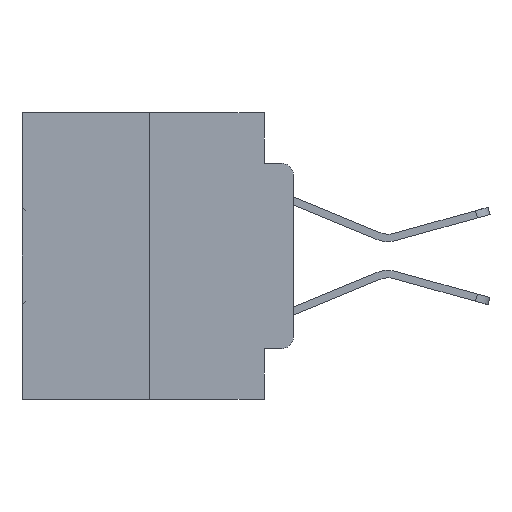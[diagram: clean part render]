
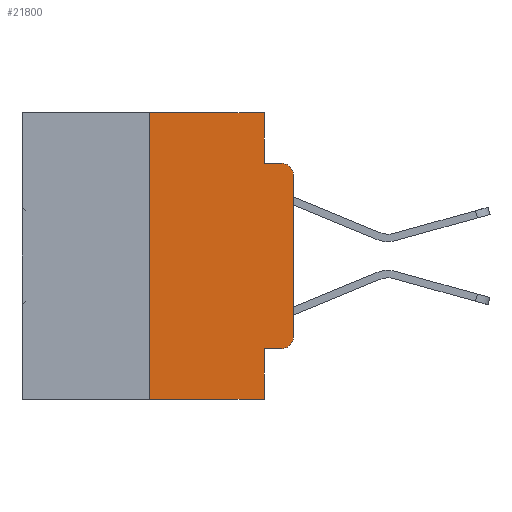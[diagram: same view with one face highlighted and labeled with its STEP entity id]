
A CAD part, left-side view. The second image highlights one B-rep face of the part: STEP entity #21800.
In plain terms, the highlighted planar face has unit normal (-1, 0, 0).
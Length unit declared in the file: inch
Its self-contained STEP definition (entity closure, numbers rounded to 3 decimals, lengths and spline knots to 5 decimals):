
#211 = CARTESIAN_POINT ( 'NONE',  ( 0., 0.051, -0.4115 ) ) ;
#781 = VERTEX_POINT ( 'NONE', #29558 ) ;
#989 = VERTEX_POINT ( 'NONE', #2734 ) ;
#2416 = DIRECTION ( 'NONE',  ( -1., 0., 0. ) ) ;
#2734 = CARTESIAN_POINT ( 'NONE',  ( 0., 0.02, -0.4115 ) ) ;
#3460 = VERTEX_POINT ( 'NONE', #26138 ) ;
#3930 = CARTESIAN_POINT ( 'NONE',  ( 0., 0.473, -0.5 ) ) ;
#4587 = CARTESIAN_POINT ( 'NONE',  ( 0., 0.25, 0. ) ) ;
#5196 = CIRCLE ( 'NONE', #20460, 0.02 ) ;
#5861 = ORIENTED_EDGE ( 'NONE', *, *, #15903, .F. ) ;
#6285 = VERTEX_POINT ( 'NONE', #30706 ) ;
#6439 = LINE ( 'NONE', #21051, #31775 ) ;
#6592 = VERTEX_POINT ( 'NONE', #24585 ) ;
#6646 = ORIENTED_EDGE ( 'NONE', *, *, #10946, .T. ) ;
#7160 = CARTESIAN_POINT ( 'NONE',  ( 0., 0.473, 0. ) ) ;
#8949 = ORIENTED_EDGE ( 'NONE', *, *, #24183, .T. ) ;
#10238 = VECTOR ( 'NONE', #19480, 39.37008 ) ;
#10369 = AXIS2_PLACEMENT_3D ( 'NONE', #17380, #2416, #19891 ) ;
#10765 = PLANE ( 'NONE',  #23137 ) ;
#10858 = CARTESIAN_POINT ( 'NONE',  ( 0., 0.473, 0. ) ) ;
#10946 = EDGE_CURVE ( 'NONE', #989, #21712, #5196, .T. ) ;
#11395 = CARTESIAN_POINT ( 'NONE',  ( 0., 0.051, 0. ) ) ;
#11891 = DIRECTION ( 'NONE',  ( 0., 0., 1. ) ) ;
#12167 = DIRECTION ( 'NONE',  ( 0., -1., 0. ) ) ;
#12358 = DIRECTION ( 'NONE',  ( -1., 0., 0. ) ) ;
#12623 = EDGE_CURVE ( 'NONE', #15718, #989, #22943, .T. ) ;
#13840 = DIRECTION ( 'NONE',  ( 0., 0., -1. ) ) ;
#14176 = VECTOR ( 'NONE', #12167, 39.37008 ) ;
#14419 = VERTEX_POINT ( 'NONE', #17756 ) ;
#14674 = EDGE_CURVE ( 'NONE', #22997, #14419, #31455, .T. ) ;
#15166 = ORIENTED_EDGE ( 'NONE', *, *, #17573, .F. ) ;
#15718 = VERTEX_POINT ( 'NONE', #30067 ) ;
#15720 = CIRCLE ( 'NONE', #10369, 0.02 ) ;
#15813 = DIRECTION ( 'NONE',  ( 0., 0., -1. ) ) ;
#15903 = EDGE_CURVE ( 'NONE', #15718, #14419, #6439, .T. ) ;
#16151 = EDGE_CURVE ( 'NONE', #6285, #781, #18478, .T. ) ;
#16806 = LINE ( 'NONE', #4587, #10238 ) ;
#17380 = CARTESIAN_POINT ( 'NONE',  ( 0., 0.02, -0.1085 ) ) ;
#17573 = EDGE_CURVE ( 'NONE', #22997, #6285, #16806, .T. ) ;
#17756 = CARTESIAN_POINT ( 'NONE',  ( 0., 0.051, -0.5 ) ) ;
#17778 = EDGE_LOOP ( 'NONE', ( #20601, #8949, #28595, #25942, #26700, #15166, #23310, #5861, #25584, #6646 ) ) ;
#17781 = VECTOR ( 'NONE', #18618, 39.37008 ) ;
#17814 = DIRECTION ( 'NONE',  ( 0., -1., 0. ) ) ;
#18478 = LINE ( 'NONE', #7160, #14176 ) ;
#18578 = LINE ( 'NONE', #23464, #17781 ) ;
#18618 = DIRECTION ( 'NONE',  ( 0., -1., 0. ) ) ;
#19245 = EDGE_CURVE ( 'NONE', #781, #6592, #20582, .T. ) ;
#19480 = DIRECTION ( 'NONE',  ( 0., 0., 1. ) ) ;
#19891 = DIRECTION ( 'NONE',  ( 0., 0., -1. ) ) ;
#20460 = AXIS2_PLACEMENT_3D ( 'NONE', #27063, #12358, #29497 ) ;
#20582 = LINE ( 'NONE', #11395, #26304 ) ;
#20600 = CARTESIAN_POINT ( 'NONE',  ( 0., 0.02, -0.0885 ) ) ;
#20601 = ORIENTED_EDGE ( 'NONE', *, *, #25798, .T. ) ;
#21051 = CARTESIAN_POINT ( 'NONE',  ( 0., 0.051, 0. ) ) ;
#21609 = FACE_OUTER_BOUND ( 'NONE', #17778, .T. ) ;
#21712 = VERTEX_POINT ( 'NONE', #30052 ) ;
#21800 = ADVANCED_FACE ( 'NONE', ( #21609 ), #10765, .F. ) ;
#22557 = EDGE_CURVE ( 'NONE', #6592, #25012, #18578, .T. ) ;
#22943 = LINE ( 'NONE', #211, #27856 ) ;
#22997 = VERTEX_POINT ( 'NONE', #26984 ) ;
#23137 = AXIS2_PLACEMENT_3D ( 'NONE', #10858, #30460, #15813 ) ;
#23310 = ORIENTED_EDGE ( 'NONE', *, *, #14674, .T. ) ;
#23464 = CARTESIAN_POINT ( 'NONE',  ( 0., 0.051, -0.0885 ) ) ;
#23508 = DIRECTION ( 'NONE',  ( 0., 0., -1. ) ) ;
#24183 = EDGE_CURVE ( 'NONE', #3460, #25012, #15720, .T. ) ;
#24585 = CARTESIAN_POINT ( 'NONE',  ( 0., 0.051, -0.0885 ) ) ;
#25012 = VERTEX_POINT ( 'NONE', #20600 ) ;
#25057 = VECTOR ( 'NONE', #31049, 39.37008 ) ;
#25584 = ORIENTED_EDGE ( 'NONE', *, *, #12623, .T. ) ;
#25798 = EDGE_CURVE ( 'NONE', #21712, #3460, #30900, .T. ) ;
#25942 = ORIENTED_EDGE ( 'NONE', *, *, #19245, .F. ) ;
#26002 = VECTOR ( 'NONE', #11891, 39.37008 ) ;
#26138 = CARTESIAN_POINT ( 'NONE',  ( 0., 0., -0.1085 ) ) ;
#26304 = VECTOR ( 'NONE', #13840, 39.37008 ) ;
#26700 = ORIENTED_EDGE ( 'NONE', *, *, #16151, .F. ) ;
#26984 = CARTESIAN_POINT ( 'NONE',  ( 0., 0.25, -0.5 ) ) ;
#27063 = CARTESIAN_POINT ( 'NONE',  ( 0., 0.02, -0.3915 ) ) ;
#27856 = VECTOR ( 'NONE', #17814, 39.37008 ) ;
#28595 = ORIENTED_EDGE ( 'NONE', *, *, #22557, .F. ) ;
#29038 = CARTESIAN_POINT ( 'NONE',  ( 0., 0., 0. ) ) ;
#29497 = DIRECTION ( 'NONE',  ( 0., 0., -1. ) ) ;
#29558 = CARTESIAN_POINT ( 'NONE',  ( 0., 0.051, 0. ) ) ;
#30052 = CARTESIAN_POINT ( 'NONE',  ( 0., 0., -0.3915 ) ) ;
#30067 = CARTESIAN_POINT ( 'NONE',  ( 0., 0.051, -0.4115 ) ) ;
#30460 = DIRECTION ( 'NONE',  ( 1., 0., 0. ) ) ;
#30706 = CARTESIAN_POINT ( 'NONE',  ( 0., 0.25, 0. ) ) ;
#30900 = LINE ( 'NONE', #29038, #26002 ) ;
#31049 = DIRECTION ( 'NONE',  ( 0., -1., 0. ) ) ;
#31455 = LINE ( 'NONE', #3930, #25057 ) ;
#31775 = VECTOR ( 'NONE', #23508, 39.37008 ) ;
